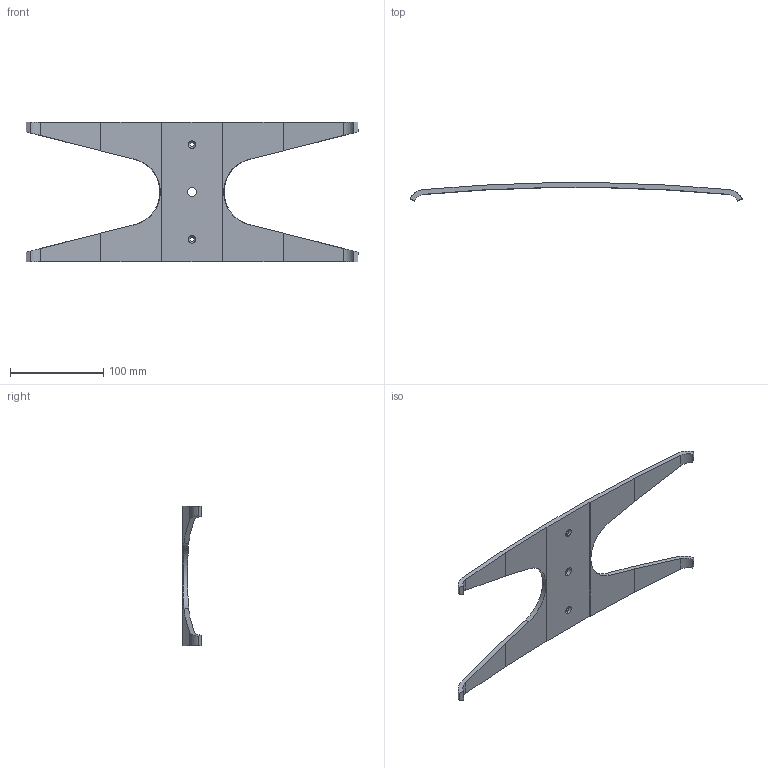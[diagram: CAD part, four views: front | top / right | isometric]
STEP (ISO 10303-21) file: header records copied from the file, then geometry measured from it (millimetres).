
FILE_DESCRIPTION (( 'STEP AP214' ), '1' );
FILE_NAME ('D1201203 aLIGO AOS PCal Periscope Flexure.STEP', '2012-09-21T01:10:55', ( 'ligo' ), ( '' ), 'SwSTEP 2.0', 'SolidWorks 2012', '' );
FILE_SCHEMA (( 'AUTOMOTIVE_DESIGN' ));
Length unit declared in the file: millimetre
Products named in the file (1): D1201203 aLIGO AOS PCal Periscope Flexure
Bounding box: 356.65 x 19.39 x 149.86 mm (x, y, z)
Volume: 138649.6 mm3; surface area: 62202.7 mm2
Topology: 1 solids, 1 shells, 56 faces, 158 edges, 104 vertices
Faces by surface type: cylinder 28, plane 24, cone 4
Entity records: 1856 total; most frequent: CARTESIAN_POINT 379, ORIENTED_EDGE 316, DIRECTION 292, EDGE_CURVE 158, VERTEX_POINT 104, LINE 98, VECTOR 98, AXIS2_PLACEMENT_3D 97
